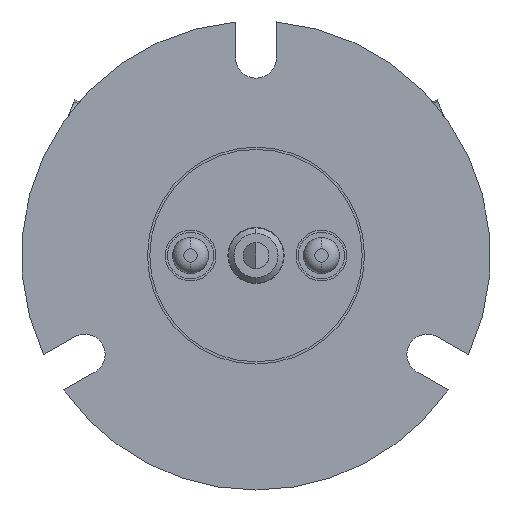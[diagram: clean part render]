
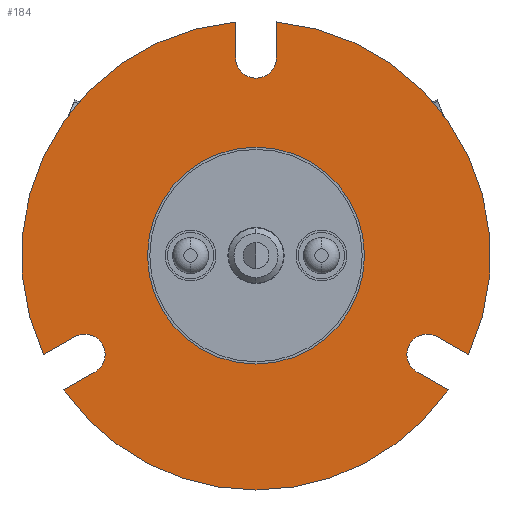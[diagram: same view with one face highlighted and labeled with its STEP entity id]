
A CAD part, front view. The second image highlights one B-rep face of the part: STEP entity #184.
In plain terms, the highlighted planar face has unit normal (0, -1, 0).
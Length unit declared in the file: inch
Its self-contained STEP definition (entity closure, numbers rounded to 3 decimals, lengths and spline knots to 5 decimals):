
#85 = CARTESIAN_POINT ( 'NONE',  ( 0.6321, 0.43701, -0.28312 ) ) ;
#98 = CARTESIAN_POINT ( 'NONE',  ( 0.07087, 0.43701, 0. ) ) ;
#184 = ADVANCED_FACE ( 'NONE', ( #3905, #2327 ), #1154, .T. ) ;
#188 = ORIENTED_EDGE ( 'NONE', *, *, #4452, .F. ) ;
#209 = DIRECTION ( 'NONE',  ( 0., -1., 0. ) ) ;
#222 = DIRECTION ( 'NONE',  ( 0., -1., 0. ) ) ;
#296 = AXIS2_PLACEMENT_3D ( 'NONE', #7547, #3925, #357 ) ;
#317 = CARTESIAN_POINT ( 'NONE',  ( -0.66938, 0.43701, -0.4683 ) ) ;
#324 = EDGE_CURVE ( 'NONE', #5521, #2369, #7458, .T. ) ;
#327 = VECTOR ( 'NONE', #703, 39.37008 ) ;
#333 = CARTESIAN_POINT ( 'NONE',  ( 0., 0.43701, -0.37795 ) ) ;
#350 = EDGE_CURVE ( 'NONE', #6201, #6415, #1916, .T. ) ;
#357 = DIRECTION ( 'NONE',  ( 0., 0., -1. ) ) ;
#402 = DIRECTION ( 'NONE',  ( 0., -1., 0. ) ) ;
#418 = EDGE_CURVE ( 'NONE', #1892, #4121, #7021, .T. ) ;
#446 = EDGE_CURVE ( 'NONE', #4616, #6201, #2427, .T. ) ;
#574 = DIRECTION ( 'NONE',  ( 0., 0., -1. ) ) ;
#604 = AXIS2_PLACEMENT_3D ( 'NONE', #3123, #7326, #3714 ) ;
#702 = VERTEX_POINT ( 'NONE', #4905 ) ;
#703 = DIRECTION ( 'NONE',  ( 0., 0., 1. ) ) ;
#768 = ORIENTED_EDGE ( 'NONE', *, *, #418, .F. ) ;
#847 = EDGE_CURVE ( 'NONE', #3178, #1230, #6913, .T. ) ;
#993 = CARTESIAN_POINT ( 'NONE',  ( 0.24803, 0.43701, 0.22503 ) ) ;
#1030 = ORIENTED_EDGE ( 'NONE', *, *, #350, .F. ) ;
#1039 = ORIENTED_EDGE ( 'NONE', *, *, #324, .F. ) ;
#1093 = ORIENTED_EDGE ( 'NONE', *, *, #6032, .F. ) ;
#1107 = CIRCLE ( 'NONE', #7338, 0.37795 ) ;
#1154 = PLANE ( 'NONE',  #4128 ) ;
#1155 = DIRECTION ( 'NONE',  ( 0., -1., 0. ) ) ;
#1181 = CIRCLE ( 'NONE', #2493, 0.81693 ) ;
#1186 = CIRCLE ( 'NONE', #296, 0.37795 ) ;
#1230 = VERTEX_POINT ( 'NONE', #3590 ) ;
#1328 = ORIENTED_EDGE ( 'NONE', *, *, #6620, .T. ) ;
#1365 = CIRCLE ( 'NONE', #5225, 0.07087 ) ;
#1397 = CARTESIAN_POINT ( 'NONE',  ( 0., 0.43701, -0.81693 ) ) ;
#1560 = CIRCLE ( 'NONE', #3508, 0.07087 ) ;
#1741 = VERTEX_POINT ( 'NONE', #333 ) ;
#1782 = EDGE_CURVE ( 'NONE', #702, #1741, #1186, .T. ) ;
#1786 = CARTESIAN_POINT ( 'NONE',  ( 0.3189, 0.43701, 0.10229 ) ) ;
#1820 = EDGE_CURVE ( 'NONE', #3178, #2064, #2588, .T. ) ;
#1883 = EDGE_CURVE ( 'NONE', #2369, #2357, #5565, .T. ) ;
#1892 = VERTEX_POINT ( 'NONE', #2178 ) ;
#1916 = LINE ( 'NONE', #4707, #3322 ) ;
#1927 = EDGE_CURVE ( 'NONE', #3764, #1892, #3966, .T. ) ;
#2057 = CARTESIAN_POINT ( 'NONE',  ( 0.56124, 0.43701, -0.40586 ) ) ;
#2064 = VERTEX_POINT ( 'NONE', #85 ) ;
#2143 = CARTESIAN_POINT ( 'NONE',  ( 0.74025, 0.43701, -0.34555 ) ) ;
#2178 = CARTESIAN_POINT ( 'NONE',  ( -0.07087, 0.43701, 0.68898 ) ) ;
#2218 = AXIS2_PLACEMENT_3D ( 'NONE', #7748, #4147, #574 ) ;
#2327 = FACE_BOUND ( 'NONE', #6634, .T. ) ;
#2357 = VERTEX_POINT ( 'NONE', #4714 ) ;
#2369 = VERTEX_POINT ( 'NONE', #7752 ) ;
#2390 = VECTOR ( 'NONE', #7572, 39.37008 ) ;
#2427 = CIRCLE ( 'NONE', #6580, 0.07087 ) ;
#2493 = AXIS2_PLACEMENT_3D ( 'NONE', #4718, #1155, #5324 ) ;
#2588 = LINE ( 'NONE', #6332, #7197 ) ;
#2794 = CARTESIAN_POINT ( 'NONE',  ( -0.07087, 0.43701, 0. ) ) ;
#2816 = CARTESIAN_POINT ( 'NONE',  ( 0.59667, 0.43701, -0.34449 ) ) ;
#2957 = ORIENTED_EDGE ( 'NONE', *, *, #446, .F. ) ;
#2976 = VECTOR ( 'NONE', #4163, 39.37008 ) ;
#3013 = DIRECTION ( 'NONE',  ( 0., -1., 0. ) ) ;
#3016 = ORIENTED_EDGE ( 'NONE', *, *, #6006, .F. ) ;
#3020 = AXIS2_PLACEMENT_3D ( 'NONE', #3783, #222, #4392 ) ;
#3114 = CARTESIAN_POINT ( 'NONE',  ( -0.59667, 0.43701, -0.27362 ) ) ;
#3120 = DIRECTION ( 'NONE',  ( 0., -1., 0. ) ) ;
#3123 = CARTESIAN_POINT ( 'NONE',  ( 0., 0.43701, 0. ) ) ;
#3178 = VERTEX_POINT ( 'NONE', #2143 ) ;
#3201 = DIRECTION ( 'NONE',  ( 0., -1., 0. ) ) ;
#3322 = VECTOR ( 'NONE', #5083, 39.37008 ) ;
#3343 = DIRECTION ( 'NONE',  ( -0.866, 0., 0.5 ) ) ;
#3395 = DIRECTION ( 'NONE',  ( 0., 0., -1. ) ) ;
#3400 = CARTESIAN_POINT ( 'NONE',  ( 0.59667, 0.43701, -0.34449 ) ) ;
#3416 = DIRECTION ( 'NONE',  ( 0., 0., -1. ) ) ;
#3477 = VERTEX_POINT ( 'NONE', #1397 ) ;
#3508 = AXIS2_PLACEMENT_3D ( 'NONE', #3400, #7600, #3978 ) ;
#3529 = EDGE_CURVE ( 'NONE', #2064, #4616, #1560, .T. ) ;
#3590 = CARTESIAN_POINT ( 'NONE',  ( 0.07087, 0.43701, 0.81385 ) ) ;
#3714 = DIRECTION ( 'NONE',  ( 0., 0., -1. ) ) ;
#3764 = VERTEX_POINT ( 'NONE', #5722 ) ;
#3772 = CARTESIAN_POINT ( 'NONE',  ( 0., 0.43701, 0. ) ) ;
#3783 = CARTESIAN_POINT ( 'NONE',  ( 0., 0.43701, 0. ) ) ;
#3865 = CARTESIAN_POINT ( 'NONE',  ( 0.59667, 0.43701, -0.27362 ) ) ;
#3905 = FACE_OUTER_BOUND ( 'NONE', #5616, .T. ) ;
#3925 = DIRECTION ( 'NONE',  ( 0., -1., 0. ) ) ;
#3966 = LINE ( 'NONE', #2794, #5381 ) ;
#3969 = CARTESIAN_POINT ( 'NONE',  ( 0., 0.43701, 0.68898 ) ) ;
#3978 = DIRECTION ( 'NONE',  ( 0., 0., -1. ) ) ;
#4121 = VERTEX_POINT ( 'NONE', #6917 ) ;
#4128 = AXIS2_PLACEMENT_3D ( 'NONE', #6794, #3201, #7404 ) ;
#4147 = DIRECTION ( 'NONE',  ( 0., -1., 0. ) ) ;
#4163 = DIRECTION ( 'NONE',  ( 0.866, 0., 0.5 ) ) ;
#4234 = ORIENTED_EDGE ( 'NONE', *, *, #1782, .F. ) ;
#4311 = ORIENTED_EDGE ( 'NONE', *, *, #1927, .F. ) ;
#4383 = DIRECTION ( 'NONE',  ( 0., 0., -1. ) ) ;
#4392 = DIRECTION ( 'NONE',  ( 0., 0., -1. ) ) ;
#4452 = EDGE_CURVE ( 'NONE', #1741, #702, #1107, .T. ) ;
#4554 = EDGE_CURVE ( 'NONE', #3477, #6415, #5121, .T. ) ;
#4566 = DIRECTION ( 'NONE',  ( 0., 0., -1. ) ) ;
#4616 = VERTEX_POINT ( 'NONE', #3865 ) ;
#4707 = CARTESIAN_POINT ( 'NONE',  ( 0.24803, 0.43701, -0.22503 ) ) ;
#4714 = CARTESIAN_POINT ( 'NONE',  ( -0.74025, 0.43701, -0.34555 ) ) ;
#4718 = CARTESIAN_POINT ( 'NONE',  ( 0., 0.43701, 0. ) ) ;
#4905 = CARTESIAN_POINT ( 'NONE',  ( 0., 0.43701, 0.37795 ) ) ;
#5064 = ORIENTED_EDGE ( 'NONE', *, *, #4554, .T. ) ;
#5083 = DIRECTION ( 'NONE',  ( 0.866, 0., -0.5 ) ) ;
#5097 = LINE ( 'NONE', #98, #327 ) ;
#5121 = CIRCLE ( 'NONE', #3020, 0.81693 ) ;
#5225 = AXIS2_PLACEMENT_3D ( 'NONE', #6608, #3013, #7216 ) ;
#5324 = DIRECTION ( 'NONE',  ( 0., 0., -1. ) ) ;
#5345 = CIRCLE ( 'NONE', #7460, 0.81693 ) ;
#5381 = VECTOR ( 'NONE', #3395, 39.37008 ) ;
#5403 = CARTESIAN_POINT ( 'NONE',  ( -0.56124, 0.43701, -0.40586 ) ) ;
#5478 = ORIENTED_EDGE ( 'NONE', *, *, #1883, .F. ) ;
#5521 = VERTEX_POINT ( 'NONE', #3114 ) ;
#5533 = EDGE_CURVE ( 'NONE', #3764, #2357, #5345, .T. ) ;
#5565 = LINE ( 'NONE', #993, #2390 ) ;
#5607 = VERTEX_POINT ( 'NONE', #317 ) ;
#5610 = ORIENTED_EDGE ( 'NONE', *, *, #6765, .F. ) ;
#5616 = EDGE_LOOP ( 'NONE', ( #3016, #1328, #5064, #1030, #2957, #6470, #7639, #6433, #5610, #768, #4311, #6853, #5478, #1039, #1093 ) ) ;
#5722 = CARTESIAN_POINT ( 'NONE',  ( -0.07087, 0.43701, 0.81385 ) ) ;
#5739 = AXIS2_PLACEMENT_3D ( 'NONE', #3969, #402, #4566 ) ;
#6006 = EDGE_CURVE ( 'NONE', #5607, #6086, #6127, .T. ) ;
#6032 = EDGE_CURVE ( 'NONE', #6086, #5521, #1365, .T. ) ;
#6086 = VERTEX_POINT ( 'NONE', #5403 ) ;
#6127 = LINE ( 'NONE', #1786, #2976 ) ;
#6201 = VERTEX_POINT ( 'NONE', #2057 ) ;
#6332 = CARTESIAN_POINT ( 'NONE',  ( 0.3189, 0.43701, -0.10229 ) ) ;
#6415 = VERTEX_POINT ( 'NONE', #6541 ) ;
#6433 = ORIENTED_EDGE ( 'NONE', *, *, #847, .T. ) ;
#6470 = ORIENTED_EDGE ( 'NONE', *, *, #3529, .F. ) ;
#6541 = CARTESIAN_POINT ( 'NONE',  ( 0.66938, 0.43701, -0.4683 ) ) ;
#6580 = AXIS2_PLACEMENT_3D ( 'NONE', #2816, #6996, #3416 ) ;
#6608 = CARTESIAN_POINT ( 'NONE',  ( -0.59667, 0.43701, -0.34449 ) ) ;
#6620 = EDGE_CURVE ( 'NONE', #5607, #3477, #1181, .T. ) ;
#6634 = EDGE_LOOP ( 'NONE', ( #188, #4234 ) ) ;
#6708 = CARTESIAN_POINT ( 'NONE',  ( 0., 0.43701, 0. ) ) ;
#6765 = EDGE_CURVE ( 'NONE', #4121, #1230, #5097, .T. ) ;
#6794 = CARTESIAN_POINT ( 'NONE',  ( 0.37795, 0.43701, 0. ) ) ;
#6853 = ORIENTED_EDGE ( 'NONE', *, *, #5533, .T. ) ;
#6913 = CIRCLE ( 'NONE', #604, 0.81693 ) ;
#6917 = CARTESIAN_POINT ( 'NONE',  ( 0.07087, 0.43701, 0.68898 ) ) ;
#6996 = DIRECTION ( 'NONE',  ( 0., -1., 0. ) ) ;
#7021 = CIRCLE ( 'NONE', #5739, 0.07087 ) ;
#7197 = VECTOR ( 'NONE', #3343, 39.37008 ) ;
#7216 = DIRECTION ( 'NONE',  ( 0., 0., -1. ) ) ;
#7323 = DIRECTION ( 'NONE',  ( 0., 0., -1. ) ) ;
#7326 = DIRECTION ( 'NONE',  ( 0., -1., 0. ) ) ;
#7338 = AXIS2_PLACEMENT_3D ( 'NONE', #6708, #3120, #7323 ) ;
#7404 = DIRECTION ( 'NONE',  ( 0., 0., -1. ) ) ;
#7458 = CIRCLE ( 'NONE', #2218, 0.07087 ) ;
#7460 = AXIS2_PLACEMENT_3D ( 'NONE', #3772, #209, #4383 ) ;
#7547 = CARTESIAN_POINT ( 'NONE',  ( 0., 0.43701, 0. ) ) ;
#7572 = DIRECTION ( 'NONE',  ( -0.866, 0., -0.5 ) ) ;
#7600 = DIRECTION ( 'NONE',  ( 0., -1., 0. ) ) ;
#7639 = ORIENTED_EDGE ( 'NONE', *, *, #1820, .F. ) ;
#7748 = CARTESIAN_POINT ( 'NONE',  ( -0.59667, 0.43701, -0.34449 ) ) ;
#7752 = CARTESIAN_POINT ( 'NONE',  ( -0.6321, 0.43701, -0.28312 ) ) ;
